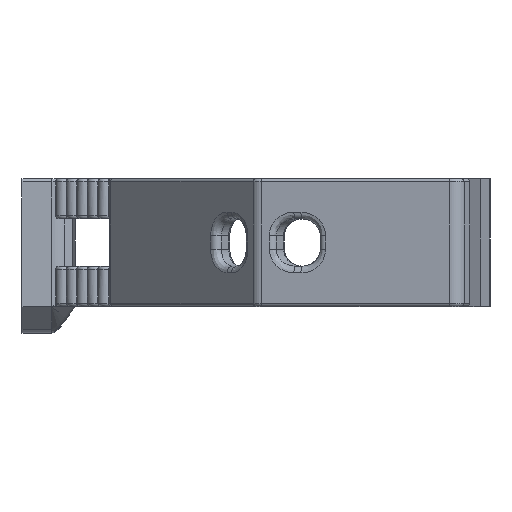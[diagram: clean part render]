
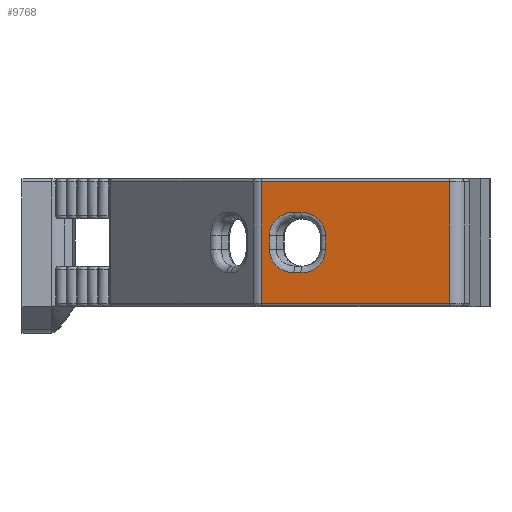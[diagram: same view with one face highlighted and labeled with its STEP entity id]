
A CAD part, front view. The second image highlights one B-rep face of the part: STEP entity #9768.
In plain terms, the highlighted planar face has unit normal (-0.181, -0.984, 0).
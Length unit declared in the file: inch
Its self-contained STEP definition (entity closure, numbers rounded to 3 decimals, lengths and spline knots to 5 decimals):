
#51 = VERTEX_POINT ( 'NONE', #7803 ) ;
#253 =( BOUNDED_CURVE ( )  B_SPLINE_CURVE ( 3, ( #12875, #2395, #24148, #4399 ),
 .UNSPECIFIED., .F., .F. ) 
 B_SPLINE_CURVE_WITH_KNOTS ( ( 4, 4 ),
 ( 0., 1.5708 ),
 .UNSPECIFIED. ) 
 CURVE ( )  GEOMETRIC_REPRESENTATION_ITEM ( )  RATIONAL_B_SPLINE_CURVE ( ( 1., 0.805, 0.805, 1. ) ) 
 REPRESENTATION_ITEM ( '' )  );
#2201 = VERTEX_POINT ( 'NONE', #10016 ) ;
#2395 = CARTESIAN_POINT ( 'NONE',  ( 2.00385, -2.38176, -0.62751 ) ) ;
#2897 = VECTOR ( 'NONE', #19272, 39.37008 ) ;
#3027 = CARTESIAN_POINT ( 'NONE',  ( 2.00385, -2.38176, -7.02418 ) ) ;
#3716 = VECTOR ( 'NONE', #14516, 39.37008 ) ;
#3944 = CARTESIAN_POINT ( 'NONE',  ( 1.76919, -2.33859, -0.25 ) ) ;
#4301 = EDGE_CURVE ( 'NONE', #14725, #12831, #12918, .T. ) ;
#4304 =( BOUNDED_CURVE ( )  B_SPLINE_CURVE ( 3, ( #13394, #11339, #26988, #6978 ),
 .UNSPECIFIED., .F., .F. ) 
 B_SPLINE_CURVE_WITH_KNOTS ( ( 4, 4 ),
 ( 4.71239, 6.28319 ),
 .UNSPECIFIED. ) 
 CURVE ( )  GEOMETRIC_REPRESENTATION_ITEM ( )  RATIONAL_B_SPLINE_CURVE ( ( 1., 0.805, 0.805, 1. ) ) 
 REPRESENTATION_ITEM ( '' )  );
#4399 = CARTESIAN_POINT ( 'NONE',  ( 1.82133, -2.34819, -0.7 ) ) ;
#5256 = EDGE_CURVE ( 'NONE', #51, #26116, #9183, .T. ) ;
#5488 = ORIENTED_EDGE ( 'NONE', *, *, #14733, .T. ) ;
#5571 = ORIENTED_EDGE ( 'NONE', *, *, #10783, .T. ) ;
#5636 = CARTESIAN_POINT ( 'NONE',  ( 1.49108, -2.28744, -0.925 ) ) ;
#5965 = CARTESIAN_POINT ( 'NONE',  ( 1.49108, -2.28744, -7.02418 ) ) ;
#5999 = LINE ( 'NONE', #24267, #11440 ) ;
#6978 = CARTESIAN_POINT ( 'NONE',  ( 1.58667, -2.30502, -0.525 ) ) ;
#7426 = CARTESIAN_POINT ( 'NONE',  ( 1.58667, -2.30502, -0.425 ) ) ;
#7609 = LINE ( 'NONE', #13918, #15322 ) ;
#7803 = CARTESIAN_POINT ( 'NONE',  ( 1.58667, -2.30502, -0.525 ) ) ;
#7970 = VERTEX_POINT ( 'NONE', #16079 ) ;
#8042 = EDGE_CURVE ( 'NONE', #12831, #7970, #18709, .T. ) ;
#9138 = VERTEX_POINT ( 'NONE', #24961 ) ;
#9183 = LINE ( 'NONE', #7426, #22531 ) ;
#9293 = ORIENTED_EDGE ( 'NONE', *, *, #16465, .T. ) ;
#9662 = CARTESIAN_POINT ( 'NONE',  ( 1.49108, -2.28744, -0.025 ) ) ;
#9768 = ADVANCED_FACE ( 'NONE', ( #12965, #22147 ), #17499, .T. ) ;
#10016 = CARTESIAN_POINT ( 'NONE',  ( 1.76919, -2.33859, -0.7 ) ) ;
#10688 = ORIENTED_EDGE ( 'NONE', *, *, #5256, .T. ) ;
#10691 = AXIS2_PLACEMENT_3D ( 'NONE', #5965, #21727, #19816 ) ;
#10707 = VECTOR ( 'NONE', #13206, 39.37008 ) ;
#10741 = ORIENTED_EDGE ( 'NONE', *, *, #18759, .T. ) ;
#10783 = EDGE_CURVE ( 'NONE', #10851, #2201, #7609, .T. ) ;
#10803 = CARTESIAN_POINT ( 'NONE',  ( 2.00385, -2.38176, -0.425 ) ) ;
#10851 = VERTEX_POINT ( 'NONE', #18438 ) ;
#11233 = CARTESIAN_POINT ( 'NONE',  ( 1.92825, -2.36785, -0.25 ) ) ;
#11328 = EDGE_CURVE ( 'NONE', #9138, #13272, #12940, .T. ) ;
#11339 = CARTESIAN_POINT ( 'NONE',  ( 1.66227, -2.31893, -0.7 ) ) ;
#11440 = VECTOR ( 'NONE', #14899, 39.37008 ) ;
#11902 = DIRECTION ( 'NONE',  ( 0., 0., -1. ) ) ;
#12313 = CARTESIAN_POINT ( 'NONE',  ( 2.00385, -2.38176, -0.525 ) ) ;
#12424 = EDGE_LOOP ( 'NONE', ( #27039, #12642, #17729, #10741 ) ) ;
#12642 = ORIENTED_EDGE ( 'NONE', *, *, #4301, .T. ) ;
#12725 = VERTEX_POINT ( 'NONE', #12313 ) ;
#12831 = VERTEX_POINT ( 'NONE', #17607 ) ;
#12875 = CARTESIAN_POINT ( 'NONE',  ( 2.00385, -2.38176, -0.525 ) ) ;
#12918 = LINE ( 'NONE', #5636, #3716 ) ;
#12940 = LINE ( 'NONE', #25935, #10707 ) ;
#12965 = FACE_BOUND ( 'NONE', #15470, .T. ) ;
#13206 = DIRECTION ( 'NONE',  ( 0.984, -0.181, 0. ) ) ;
#13272 = VERTEX_POINT ( 'NONE', #15365 ) ;
#13394 = CARTESIAN_POINT ( 'NONE',  ( 1.76919, -2.33859, -0.7 ) ) ;
#13695 = DIRECTION ( 'NONE',  ( 0., 0., 1. ) ) ;
#13918 = CARTESIAN_POINT ( 'NONE',  ( 1.49108, -2.28744, -0.7 ) ) ;
#14516 = DIRECTION ( 'NONE',  ( 0.984, -0.181, 0. ) ) ;
#14701 = EDGE_CURVE ( 'NONE', #21147, #14725, #5999, .T. ) ;
#14725 = VERTEX_POINT ( 'NONE', #15471 ) ;
#14733 = EDGE_CURVE ( 'NONE', #26116, #9138, #21803, .T. ) ;
#14889 = CARTESIAN_POINT ( 'NONE',  ( 2.92493, -2.55117, -7.02418 ) ) ;
#14899 = DIRECTION ( 'NONE',  ( 0., 0., -1. ) ) ;
#15031 = CARTESIAN_POINT ( 'NONE',  ( 1.58667, -2.30502, -0.32249 ) ) ;
#15322 = VECTOR ( 'NONE', #16267, 39.37008 ) ;
#15365 = CARTESIAN_POINT ( 'NONE',  ( 1.82133, -2.34819, -0.25 ) ) ;
#15405 = ORIENTED_EDGE ( 'NONE', *, *, #11328, .T. ) ;
#15470 = EDGE_LOOP ( 'NONE', ( #25908, #10688, #5488, #15405, #25331, #9293, #21267, #5571 ) ) ;
#15471 = CARTESIAN_POINT ( 'NONE',  ( 1.5258, -2.29383, -0.925 ) ) ;
#16079 = CARTESIAN_POINT ( 'NONE',  ( 2.92493, -2.55117, -0.025 ) ) ;
#16267 = DIRECTION ( 'NONE',  ( -0.984, 0.181, 0. ) ) ;
#16465 = EDGE_CURVE ( 'NONE', #27573, #12725, #23318, .T. ) ;
#17410 = CARTESIAN_POINT ( 'NONE',  ( 2.00385, -2.38176, -0.32249 ) ) ;
#17499 = PLANE ( 'NONE',  #10691 ) ;
#17536 = CARTESIAN_POINT ( 'NONE',  ( 1.58667, -2.30502, -0.425 ) ) ;
#17607 = CARTESIAN_POINT ( 'NONE',  ( 2.92493, -2.55117, -0.925 ) ) ;
#17729 = ORIENTED_EDGE ( 'NONE', *, *, #8042, .T. ) ;
#18438 = CARTESIAN_POINT ( 'NONE',  ( 1.82133, -2.34819, -0.7 ) ) ;
#18709 = LINE ( 'NONE', #14889, #2897 ) ;
#18759 = EDGE_CURVE ( 'NONE', #7970, #21147, #22677, .T. ) ;
#18991 = CARTESIAN_POINT ( 'NONE',  ( 1.58667, -2.30502, -0.425 ) ) ;
#19246 =( BOUNDED_CURVE ( )  B_SPLINE_CURVE ( 3, ( #28617, #11233, #17410, #10803 ),
 .UNSPECIFIED., .F., .F. ) 
 B_SPLINE_CURVE_WITH_KNOTS ( ( 4, 4 ),
 ( 1.5708, 3.14159 ),
 .UNSPECIFIED. ) 
 CURVE ( )  GEOMETRIC_REPRESENTATION_ITEM ( )  RATIONAL_B_SPLINE_CURVE ( ( 1., 0.805, 0.805, 1. ) ) 
 REPRESENTATION_ITEM ( '' )  );
#19272 = DIRECTION ( 'NONE',  ( 0., 0., 1. ) ) ;
#19802 = VECTOR ( 'NONE', #11902, 39.37008 ) ;
#19816 = DIRECTION ( 'NONE',  ( 0.984, -0.181, 0. ) ) ;
#21147 = VERTEX_POINT ( 'NONE', #26755 ) ;
#21267 = ORIENTED_EDGE ( 'NONE', *, *, #27838, .T. ) ;
#21727 = DIRECTION ( 'NONE',  ( -0.181, -0.984, 0. ) ) ;
#21803 =( BOUNDED_CURVE ( )  B_SPLINE_CURVE ( 3, ( #17536, #15031, #23954, #3944 ),
 .UNSPECIFIED., .F., .F. ) 
 B_SPLINE_CURVE_WITH_KNOTS ( ( 4, 4 ),
 ( 3.14159, 4.71239 ),
 .UNSPECIFIED. ) 
 CURVE ( )  GEOMETRIC_REPRESENTATION_ITEM ( )  RATIONAL_B_SPLINE_CURVE ( ( 1., 0.805, 0.805, 1. ) ) 
 REPRESENTATION_ITEM ( '' )  );
#22147 = FACE_OUTER_BOUND ( 'NONE', #12424, .T. ) ;
#22526 = DIRECTION ( 'NONE',  ( -0.984, 0.181, 0. ) ) ;
#22531 = VECTOR ( 'NONE', #13695, 39.37008 ) ;
#22677 = LINE ( 'NONE', #9662, #23147 ) ;
#23147 = VECTOR ( 'NONE', #22526, 39.37008 ) ;
#23318 = LINE ( 'NONE', #3027, #19802 ) ;
#23613 = CARTESIAN_POINT ( 'NONE',  ( 2.00385, -2.38176, -0.425 ) ) ;
#23954 = CARTESIAN_POINT ( 'NONE',  ( 1.66227, -2.31893, -0.25 ) ) ;
#24148 = CARTESIAN_POINT ( 'NONE',  ( 1.92825, -2.36785, -0.7 ) ) ;
#24267 = CARTESIAN_POINT ( 'NONE',  ( 1.5258, -2.29383, -7.02418 ) ) ;
#24961 = CARTESIAN_POINT ( 'NONE',  ( 1.76919, -2.33859, -0.25 ) ) ;
#25271 = EDGE_CURVE ( 'NONE', #2201, #51, #4304, .T. ) ;
#25331 = ORIENTED_EDGE ( 'NONE', *, *, #25735, .T. ) ;
#25735 = EDGE_CURVE ( 'NONE', #13272, #27573, #19246, .T. ) ;
#25908 = ORIENTED_EDGE ( 'NONE', *, *, #25271, .T. ) ;
#25935 = CARTESIAN_POINT ( 'NONE',  ( 1.80398, -2.34499, -0.25 ) ) ;
#26116 = VERTEX_POINT ( 'NONE', #18991 ) ;
#26755 = CARTESIAN_POINT ( 'NONE',  ( 1.5258, -2.29383, -0.025 ) ) ;
#26988 = CARTESIAN_POINT ( 'NONE',  ( 1.58667, -2.30502, -0.62751 ) ) ;
#27039 = ORIENTED_EDGE ( 'NONE', *, *, #14701, .T. ) ;
#27573 = VERTEX_POINT ( 'NONE', #23613 ) ;
#27838 = EDGE_CURVE ( 'NONE', #12725, #10851, #253, .T. ) ;
#28617 = CARTESIAN_POINT ( 'NONE',  ( 1.82133, -2.34819, -0.25 ) ) ;
